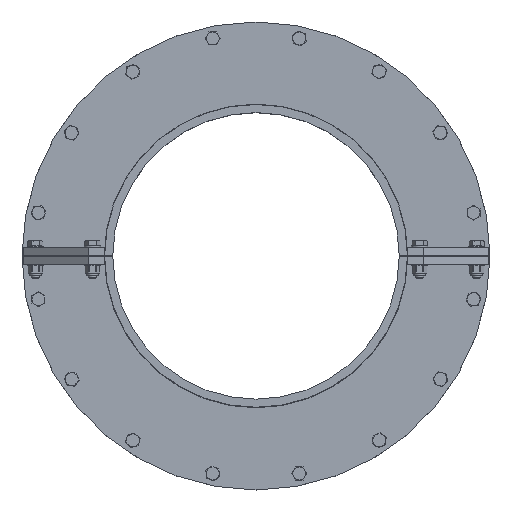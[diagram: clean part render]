
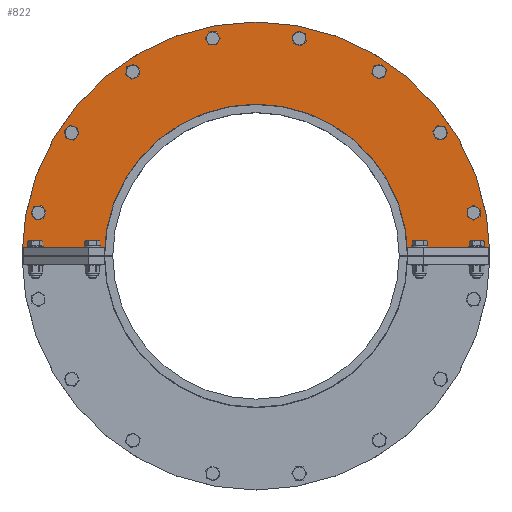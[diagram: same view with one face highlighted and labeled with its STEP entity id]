
A CAD part, top view. The second image highlights one B-rep face of the part: STEP entity #822.
In plain terms, the highlighted planar face has unit normal (0, 0, 1).
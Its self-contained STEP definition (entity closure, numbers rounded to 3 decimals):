
#404=CARTESIAN_POINT('',(287.5,0.2,10.0));
#405=VERTEX_POINT('',#404);
#414=CARTESIAN_POINT('',(186.5,0.2,10.0));
#415=VERTEX_POINT('',#414);
#416=CARTESIAN_POINT('',(186.5,0.2,10.0));
#417=DIRECTION('',(1.0,0.0,0.0));
#418=VECTOR('',#417,101.);
#419=LINE('',#416,#418);
#420=EDGE_CURVE('',#415,#405,#419,.T.);
#446=CARTESIAN_POINT('',(-287.5,0.2,10.0));
#447=VERTEX_POINT('',#446);
#462=CARTESIAN_POINT('',(-186.5,0.2,10.0));
#463=VERTEX_POINT('',#462);
#470=CARTESIAN_POINT('',(-287.5,0.2,10.0));
#471=DIRECTION('',(1.0,0.0,0.0));
#472=VECTOR('',#471,101.);
#473=LINE('',#470,#472);
#474=EDGE_CURVE('',#447,#463,#473,.T.);
#599=CARTESIAN_POINT('',(0.0,0.0,10.0));
#600=DIRECTION('',(0.0,0.0,-1.0));
#601=DIRECTION('',(-1.0,0.0,0.0));
#602=AXIS2_PLACEMENT_3D('',#599,#600,#601);
#603=CIRCLE('',#602,186.5);
#604=EDGE_CURVE('',#463,#415,#603,.T.);
#617=CARTESIAN_POINT('',(58.936,264.872,10.0));
#618=VERTEX_POINT('',#617);
#619=CARTESIAN_POINT('',(53.162,267.264,10.0));
#620=DIRECTION('',(0.0,0.0,-1.0));
#621=DIRECTION('',(0.924,-0.383,0.0));
#622=AXIS2_PLACEMENT_3D('',#619,#620,#621);
#623=CIRCLE('',#622,6.25);
#624=EDGE_CURVE('',#618,#618,#623,.T.);
#637=CARTESIAN_POINT('',(155.812,222.156,10.0));
#638=VERTEX_POINT('',#637);
#639=CARTESIAN_POINT('',(151.393,226.575,10.0));
#640=DIRECTION('',(0.0,0.0,-1.0));
#641=DIRECTION('',(0.707,-0.707,0.0));
#642=AXIS2_PLACEMENT_3D('',#639,#640,#641);
#643=CIRCLE('',#642,6.25);
#644=EDGE_CURVE('',#638,#638,#643,.T.);
#657=CARTESIAN_POINT('',(228.967,145.619,10.0));
#658=VERTEX_POINT('',#657);
#659=CARTESIAN_POINT('',(226.575,151.393,10.0));
#660=DIRECTION('',(0.0,0.0,-1.0));
#661=DIRECTION('',(0.383,-0.924,0.0));
#662=AXIS2_PLACEMENT_3D('',#659,#660,#661);
#663=CIRCLE('',#662,6.25);
#664=EDGE_CURVE('',#658,#658,#663,.T.);
#677=CARTESIAN_POINT('',(267.264,46.912,10.0));
#678=VERTEX_POINT('',#677);
#679=CARTESIAN_POINT('',(267.264,53.162,10.0));
#680=DIRECTION('',(0.0,0.0,-1.0));
#681=DIRECTION('',(0.0,-1.0,0.0));
#682=AXIS2_PLACEMENT_3D('',#679,#680,#681);
#683=CIRCLE('',#682,6.25);
#684=EDGE_CURVE('',#678,#678,#683,.T.);
#697=CARTESIAN_POINT('',(-264.872,58.936,10.0));
#698=VERTEX_POINT('',#697);
#699=CARTESIAN_POINT('',(-267.264,53.162,10.0));
#700=DIRECTION('',(0.0,0.0,-1.0));
#701=DIRECTION('',(0.383,0.924,0.0));
#702=AXIS2_PLACEMENT_3D('',#699,#700,#701);
#703=CIRCLE('',#702,6.25);
#704=EDGE_CURVE('',#698,#698,#703,.T.);
#717=CARTESIAN_POINT('',(-222.156,155.812,10.0));
#718=VERTEX_POINT('',#717);
#719=CARTESIAN_POINT('',(-226.575,151.393,10.0));
#720=DIRECTION('',(0.0,0.0,-1.0));
#721=DIRECTION('',(0.707,0.707,0.0));
#722=AXIS2_PLACEMENT_3D('',#719,#720,#721);
#723=CIRCLE('',#722,6.25);
#724=EDGE_CURVE('',#718,#718,#723,.T.);
#737=CARTESIAN_POINT('',(-145.619,228.967,10.0));
#738=VERTEX_POINT('',#737);
#739=CARTESIAN_POINT('',(-151.393,226.575,10.0));
#740=DIRECTION('',(0.0,0.0,-1.0));
#741=DIRECTION('',(0.924,0.383,0.0));
#742=AXIS2_PLACEMENT_3D('',#739,#740,#741);
#743=CIRCLE('',#742,6.25);
#744=EDGE_CURVE('',#738,#738,#743,.T.);
#757=CARTESIAN_POINT('',(-46.912,267.264,10.0));
#758=VERTEX_POINT('',#757);
#759=CARTESIAN_POINT('',(-53.162,267.264,10.0));
#760=DIRECTION('',(0.0,0.0,-1.0));
#761=DIRECTION('',(1.0,0.0,0.0));
#762=AXIS2_PLACEMENT_3D('',#759,#760,#761);
#763=CIRCLE('',#762,6.25);
#764=EDGE_CURVE('',#758,#758,#763,.T.);
#775=CARTESIAN_POINT('',(0.0,0.0,10.0));
#776=DIRECTION('',(0.0,0.0,-1.0));
#777=DIRECTION('',(-1.0,0.0,0.0));
#778=AXIS2_PLACEMENT_3D('',#775,#776,#777);
#779=CIRCLE('',#778,287.5);
#780=EDGE_CURVE('',#447,#405,#779,.T.);
#787=CARTESIAN_POINT('',(0.0,0.0,10.0));
#788=DIRECTION('',(0.0,0.0,-1.0));
#789=DIRECTION('',(-1.0,0.0,0.0));
#790=AXIS2_PLACEMENT_3D('',#787,#788,#789);
#791=PLANE('',#790);
#792=ORIENTED_EDGE('',*,*,#474,.T.);
#793=ORIENTED_EDGE('',*,*,#604,.T.);
#794=ORIENTED_EDGE('',*,*,#420,.T.);
#795=ORIENTED_EDGE('',*,*,#780,.F.);
#796=EDGE_LOOP('',(#792,#793,#794,#795));
#797=FACE_OUTER_BOUND('',#796,.T.);
#798=ORIENTED_EDGE('',*,*,#624,.T.);
#799=EDGE_LOOP('',(#798));
#800=FACE_BOUND('',#799,.T.);
#801=ORIENTED_EDGE('',*,*,#644,.T.);
#802=EDGE_LOOP('',(#801));
#803=FACE_BOUND('',#802,.T.);
#804=ORIENTED_EDGE('',*,*,#664,.T.);
#805=EDGE_LOOP('',(#804));
#806=FACE_BOUND('',#805,.T.);
#807=ORIENTED_EDGE('',*,*,#684,.T.);
#808=EDGE_LOOP('',(#807));
#809=FACE_BOUND('',#808,.T.);
#810=ORIENTED_EDGE('',*,*,#704,.T.);
#811=EDGE_LOOP('',(#810));
#812=FACE_BOUND('',#811,.T.);
#813=ORIENTED_EDGE('',*,*,#724,.T.);
#814=EDGE_LOOP('',(#813));
#815=FACE_BOUND('',#814,.T.);
#816=ORIENTED_EDGE('',*,*,#744,.T.);
#817=EDGE_LOOP('',(#816));
#818=FACE_BOUND('',#817,.T.);
#819=ORIENTED_EDGE('',*,*,#764,.T.);
#820=EDGE_LOOP('',(#819));
#821=FACE_BOUND('',#820,.T.);
#822=ADVANCED_FACE('',(#797,#800,#803,#806,#809,#812,#815,#818,#821),#791,.F.);
